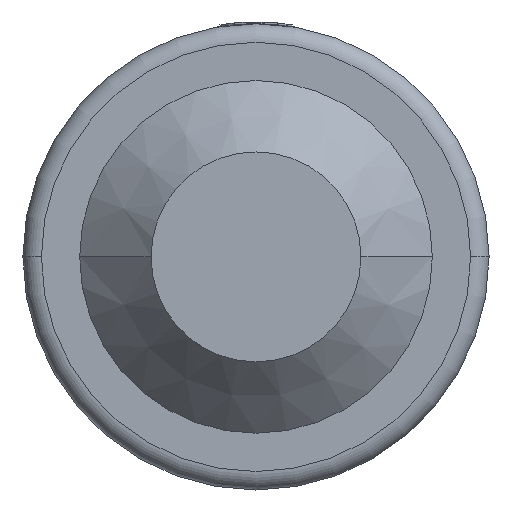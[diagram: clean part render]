
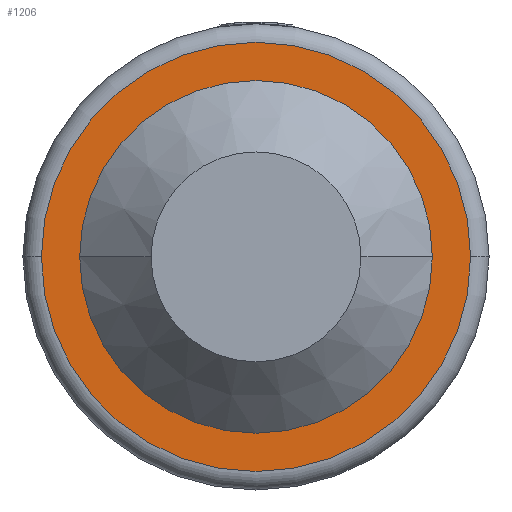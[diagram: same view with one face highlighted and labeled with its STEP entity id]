
A CAD part, front view. The second image highlights one B-rep face of the part: STEP entity #1206.
In plain terms, the highlighted planar face has unit normal (0, -1, 0).
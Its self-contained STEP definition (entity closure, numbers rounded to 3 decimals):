
#1=CARTESIAN_POINT('',(0.,-0.004,0.));
#2=DIRECTION('',(0.,1.,0.));
#3=DIRECTION('',(-1.,0.,0.));
#4=AXIS2_PLACEMENT_3D('',#1,#2,#3);
#14=CARTESIAN_POINT('',(0.,-0.004,0.));
#15=DIRECTION('',(0.,-1.,0.));
#16=DIRECTION('',(-1.,0.,0.));
#17=AXIS2_PLACEMENT_3D('',#14,#15,#16);
#47=CARTESIAN_POINT('',(0.,-0.004,0.));
#48=DIRECTION('',(0.,1.,0.));
#49=DIRECTION('',(-1.,0.,0.));
#50=AXIS2_PLACEMENT_3D('',#47,#48,#49);
#52=CARTESIAN_POINT('',(0.,-0.004,0.));
#53=DIRECTION('',(0.,-1.,0.));
#54=DIRECTION('',(-1.,0.,0.));
#55=AXIS2_PLACEMENT_3D('',#52,#53,#54);
#955=CARTESIAN_POINT('',(-0.994,-0.004,0.));
#957=VERTEX_POINT('',#955);
#979=CARTESIAN_POINT('',(-1.21,-0.004,0.));
#980=VERTEX_POINT('',#979);
#981=CARTESIAN_POINT('',(0.994,-0.004,0.));
#983=VERTEX_POINT('',#981);
#1003=CARTESIAN_POINT('',(1.21,-0.004,0.));
#1004=VERTEX_POINT('',#1003);
#1191=CARTESIAN_POINT('',(0.,-0.004,0.));
#1192=DIRECTION('',(0.,1.,0.));
#1193=DIRECTION('',(1.,0.,0.));
#1194=AXIS2_PLACEMENT_3D('',#1191,#1192,#1193);
#1195=PLANE('',#1194);
#1197=ORIENTED_EDGE('',*,*,#1196,.T.);
#1199=ORIENTED_EDGE('',*,*,#1198,.F.);
#1200=EDGE_LOOP('',(#1197,#1199));
#1201=FACE_OUTER_BOUND('',#1200,.F.);
#1202=ORIENTED_EDGE('',*,*,#1148,.T.);
#1203=ORIENTED_EDGE('',*,*,#1130,.F.);
#1204=EDGE_LOOP('',(#1202,#1203));
#1205=FACE_BOUND('',#1204,.F.);
#1206=ADVANCED_FACE('',(#1201,#1205),#1195,.F.);
#5=CIRCLE('',#4,0.994);
#18=CIRCLE('',#17,0.994);
#51=CIRCLE('',#50,1.21);
#56=CIRCLE('',#55,1.21);
#1130=EDGE_CURVE('',#957,#983,#5,.T.);
#1148=EDGE_CURVE('',#957,#983,#18,.T.);
#1196=EDGE_CURVE('',#980,#1004,#51,.T.);
#1198=EDGE_CURVE('',#980,#1004,#56,.T.);
